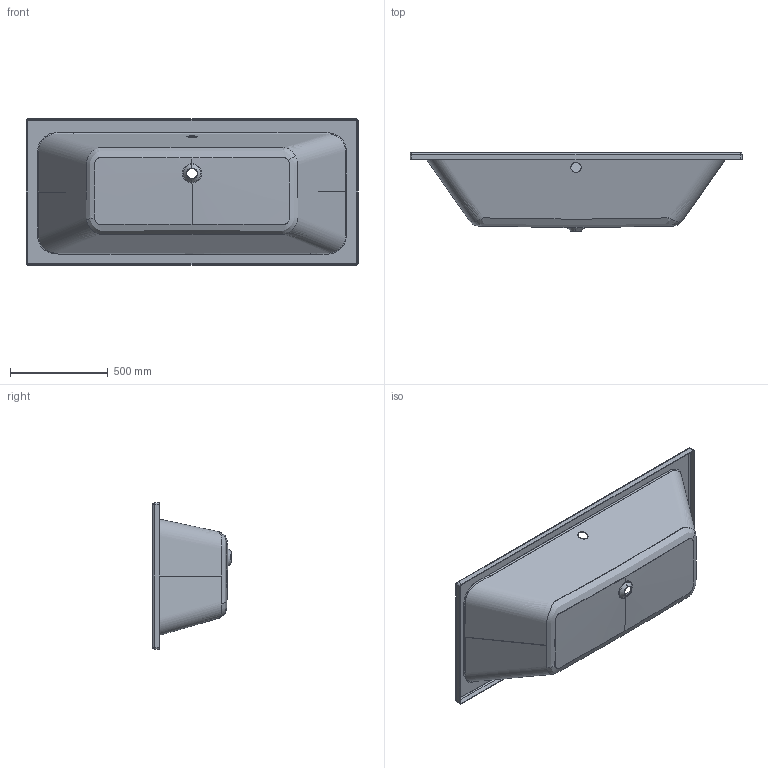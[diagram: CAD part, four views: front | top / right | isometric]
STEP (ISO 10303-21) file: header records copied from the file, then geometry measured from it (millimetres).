
FILE_DESCRIPTION (( 'STEP AP203' ), '1' );
FILE_NAME ('805808000630000.STEP', '2022-07-27T11:58:20', ( '' ), ( '' ), 'SwSTEP 2.0', 'SolidWorks 2017', '' );
FILE_SCHEMA (( 'CONFIG_CONTROL_DESIGN' ));
Length unit declared in the file: millimetre
Products named in the file (1): 805808000630000
Bounding box: 1700 x 402.2 x 750 mm (x, y, z)
Volume: 8009630 mm3; surface area: 4601676.8 mm2
Topology: 1 solids, 1 shells, 63 faces, 187 edges, 119 vertices
Faces by surface type: cylinder 16, bspline 14, plane 11, cone 10, sphere 8, torus 4
Entity records: 12860 total; most frequent: CARTESIAN_POINT 11272, ORIENTED_EDGE 358, DIRECTION 262, EDGE_CURVE 179, VERTEX_POINT 119, AXIS2_PLACEMENT_3D 106, B_SPLINE_CURVE_WITH_KNOTS 73, EDGE_LOOP 68
